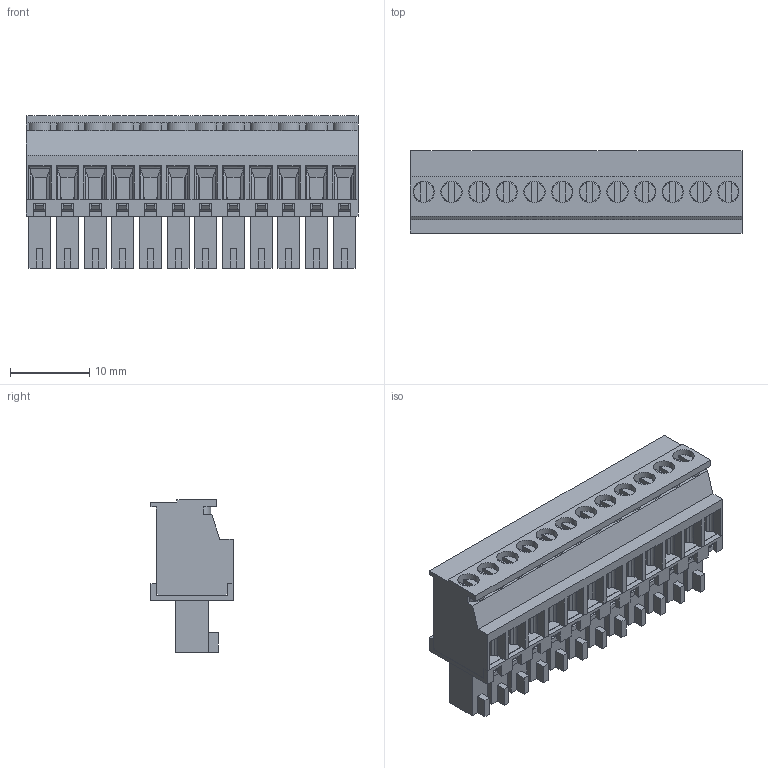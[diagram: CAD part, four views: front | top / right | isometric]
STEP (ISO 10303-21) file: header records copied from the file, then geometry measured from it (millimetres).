
FILE_DESCRIPTION( ( 'Unknown' ), '1' );
FILE_NAME( '691363110012.stp', 'Unknown', ( 'Unknown' ), ( 'Unknown' ), 'PSStep 18.0.17', 'Unknown', ' ' );
FILE_SCHEMA( ( 'AUTOMOTIVE_DESIGN { 1 0 10303 214 1 1 1 1 }' ) );
Length unit declared in the file: millimetre
Products named in the file (6): Assem1; 6913631100xx_Cage; 6913631100xx_VIS; 6913631100xx; 691363110012; 691363110012_Bas
Assembly tree (38 placements, depth 2):
  Assem1
    6913631100xx_Cage  x12
    6913631100xx_VIS  x12
    6913631100xx  x12
    691363110012
    691363110012_Bas
Bounding box: 42 x 10.4 x 19.3 mm (x, y, z)
Volume: 3455.4 mm3; surface area: 12266.2 mm2
Topology: 38 solids, 38 shells, 2334 faces, 6233 edges, 3963 vertices
Faces by surface type: plane 1854, cylinder 420, torus 48, cone 12
Full cylindrical faces by diameter (mm): 1.5 x12, 1.598 x12, 1.7 x12, 1.9 x24, 2.1 x12, 2.7 x24
Entity records: 51165 total; most frequent: CARTESIAN_POINT 7362, ORIENTED_EDGE 7046, DIRECTION 6424, EDGE_CURVE 3523, LINE 3196, VECTOR 3196, VERTEX_POINT 2287, AXIS2_PLACEMENT_3D 1614
